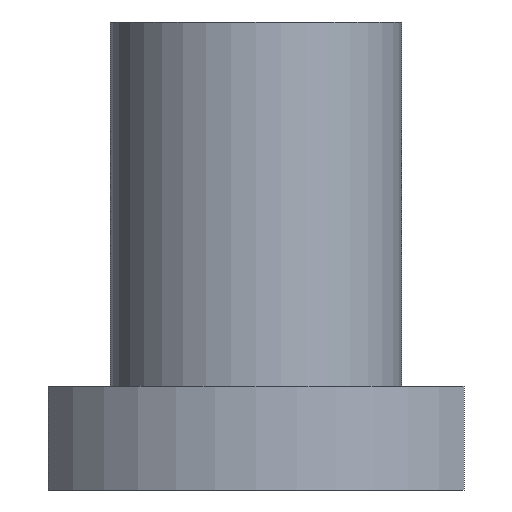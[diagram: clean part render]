
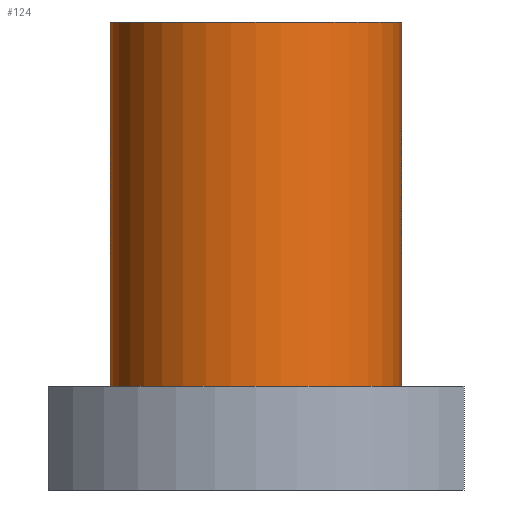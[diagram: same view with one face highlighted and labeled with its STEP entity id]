
A CAD part, front view. The second image highlights one B-rep face of the part: STEP entity #124.
In plain terms, the highlighted cylindrical face has radius 14 mm (diameter 28 mm), a full revolution.
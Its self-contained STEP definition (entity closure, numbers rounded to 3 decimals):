
#105=CYLINDRICAL_SURFACE('',#381,14.);
#124=ADVANCED_FACE('',(#177,#178),#105,.T.);
#177=FACE_BOUND('',#215,.T.);
#178=FACE_BOUND('',#216,.T.);
#215=EDGE_LOOP('',(#271));
#216=EDGE_LOOP('',(#272));
#271=ORIENTED_EDGE('',*,*,#310,.T.);
#272=ORIENTED_EDGE('',*,*,#326,.T.);
#286=VERTEX_POINT('',#488);
#298=VERTEX_POINT('',#527);
#310=EDGE_CURVE('',#286,#286,#336,.T.);
#326=EDGE_CURVE('',#298,#298,#346,.T.);
#336=CIRCLE('',#358,14.);
#346=CIRCLE('',#379,14.);
#358=AXIS2_PLACEMENT_3D('',#487,#407,#408);
#379=AXIS2_PLACEMENT_3D('',#526,#455,#456);
#381=AXIS2_PLACEMENT_3D('',#529,#459,#460);
#407=DIRECTION('',(0.,0.,1.));
#408=DIRECTION('',(1.,0.,0.));
#455=DIRECTION('',(0.,0.,-1.));
#456=DIRECTION('',(-1.,0.,0.));
#459=DIRECTION('',(0.,0.,1.));
#460=DIRECTION('',(1.,0.,0.));
#487=CARTESIAN_POINT('',(0.,0.,10.));
#488=CARTESIAN_POINT('',(14.,0.,10.));
#526=CARTESIAN_POINT('',(0.,0.,45.));
#527=CARTESIAN_POINT('',(-14.,0.,45.));
#529=CARTESIAN_POINT('',(0.,0.,0.));
